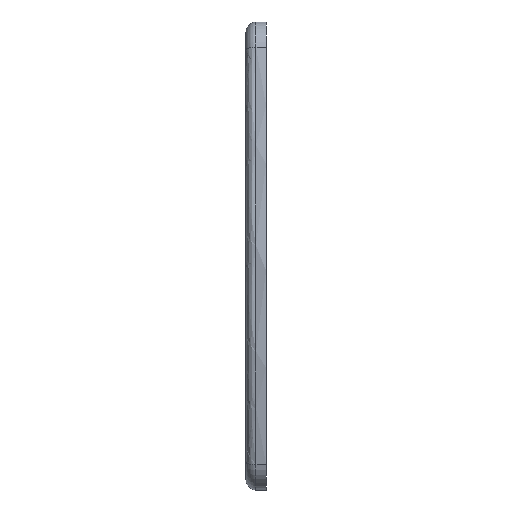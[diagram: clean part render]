
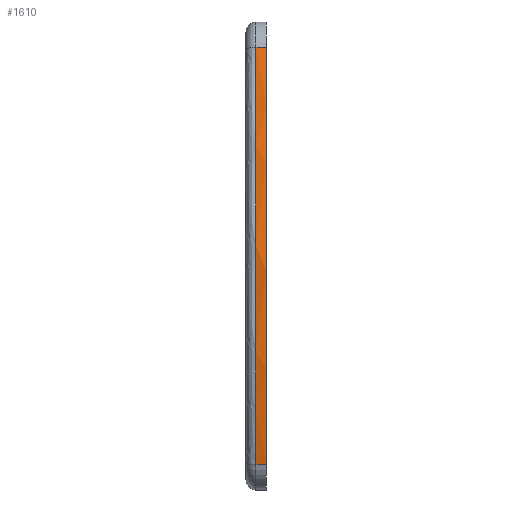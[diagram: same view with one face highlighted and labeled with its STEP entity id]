
A CAD part, left-side view. The second image highlights one B-rep face of the part: STEP entity #1610.
In plain terms, the highlighted free-form (B-spline) face has degree [2, 1] with [3, 2] control points.
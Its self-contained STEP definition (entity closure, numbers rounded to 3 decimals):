
#1 = EDGE_CURVE ( 'NONE', #733, #255, #353, .T. ) ;
#52 = B_SPLINE_CURVE_WITH_KNOTS ( 'NONE', 3,
 ( #1564, #1834, #72, #383, #1247, #1559, #361, #1259, #688, #520, #389, #1703, #511, #1691, #836, #503, #824, #1863, #1408, #369 ),
 .UNSPECIFIED., .F., .F.,
 ( 4, 2, 2, 1, 1, 2, 2, 2, 2, 2, 4 ),
 ( 0., 0.032, 0.039, 0.047, 0.063, 0.071, 0.079, 0.095, 0.102, 0.11, 0.126 ),
 .UNSPECIFIED. ) ;
#68 = VERTEX_POINT ( 'NONE', #1307 ) ;
#72 = CARTESIAN_POINT ( 'NONE',  ( -96.633, 3., 41.939 ) ) ;
#88 = LINE ( 'NONE', #103, #297 ) ;
#103 = CARTESIAN_POINT ( 'NONE',  ( -92.036, 0., 62.471 ) ) ;
#173 = CARTESIAN_POINT ( 'NONE',  ( -92.036, 3., -62.471 ) ) ;
#208 = CARTESIAN_POINT ( 'NONE',  ( -92.036, 0., 62.471 ) ) ;
#255 = VERTEX_POINT ( 'NONE', #1278 ) ;
#284 = VERTEX_POINT ( 'NONE', #1406 ) ;
#297 = VECTOR ( 'NONE', #855, 1000. ) ;
#353 = LINE ( 'NONE', #530, #1901 ) ;
#361 = CARTESIAN_POINT ( 'NONE',  ( -99.745, 3., 13.163 ) ) ;
#369 = CARTESIAN_POINT ( 'NONE',  ( -92.036, 3., -62.471 ) ) ;
#383 = CARTESIAN_POINT ( 'NONE',  ( -98.31, 3., 28.891 ) ) ;
#386 = EDGE_CURVE ( 'NONE', #68, #284, #88, .T. ) ;
#389 = CARTESIAN_POINT ( 'NONE',  ( -99.663, 3., -13.123 ) ) ;
#427 = B_SPLINE_SURFACE_WITH_KNOTS ( 'NONE', 2, 1, ( 
 ( #173, #1656 ),
 ( #1216, #630 ),
 ( #784, #1809 ) ),
 .UNSPECIFIED., .F., .F., .F.,
 ( 3, 3 ),
 ( 2, 2 ),
 ( 0.054, 0.946 ),
 ( 0., 1. ),
 .UNSPECIFIED. ) ;
#503 = CARTESIAN_POINT ( 'NONE',  ( -96.435, 3., -41.874 ) ) ;
#511 = CARTESIAN_POINT ( 'NONE',  ( -98.65, 3., -26.241 ) ) ;
#520 = CARTESIAN_POINT ( 'NONE',  ( -99.79, 3., -10.49 ) ) ;
#530 = CARTESIAN_POINT ( 'NONE',  ( -92.036, 6., -62.471 ) ) ;
#572 = ORIENTED_EDGE ( 'NONE', *, *, #1444, .T. ) ;
#604 = CARTESIAN_POINT ( 'NONE',  ( -92.036, 3., -62.471 ) ) ;
#630 = CARTESIAN_POINT ( 'NONE',  ( -107.964, 0., 0. ) ) ;
#685 = DIRECTION ( 'NONE',  ( 0., -1., 0. ) ) ;
#688 = CARTESIAN_POINT ( 'NONE',  ( -99.958, 3., -5.229 ) ) ;
#733 = VERTEX_POINT ( 'NONE', #604 ) ;
#773 = ORIENTED_EDGE ( 'NONE', *, *, #386, .T. ) ;
#784 = CARTESIAN_POINT ( 'NONE',  ( -92.036, 3., 62.471 ) ) ;
#822 = EDGE_CURVE ( 'NONE', #284, #733, #52, .T. ) ;
#824 = CARTESIAN_POINT ( 'NONE',  ( -95.978, 3., -44.469 ) ) ;
#836 = CARTESIAN_POINT ( 'NONE',  ( -97.269, 3., -36.673 ) ) ;
#855 = DIRECTION ( 'NONE',  ( 0., 1., 0. ) ) ;
#950 = EDGE_LOOP ( 'NONE', ( #773, #1808, #1784, #572 ) ) ;
#1104 = CARTESIAN_POINT ( 'NONE',  ( -107.964, 0., 0. ) ) ;
#1216 = CARTESIAN_POINT ( 'NONE',  ( -107.964, 3., 0. ) ) ;
#1247 = CARTESIAN_POINT ( 'NONE',  ( -98.605, 3., 26.272 ) ) ;
#1255 = CARTESIAN_POINT ( 'NONE',  ( -92.036, 0., -62.471 ) ) ;
#1259 = CARTESIAN_POINT ( 'NONE',  ( -100.084, 3., 2.66 ) ) ;
#1278 = CARTESIAN_POINT ( 'NONE',  ( -92.036, 0., -62.471 ) ) ;
#1307 = CARTESIAN_POINT ( 'NONE',  ( -92.036, 0., 62.471 ) ) ;
#1406 = CARTESIAN_POINT ( 'NONE',  ( -92.036, 3., 62.471 ) ) ;
#1408 = CARTESIAN_POINT ( 'NONE',  ( -93.337, 3., -57.365 ) ) ;
#1444 = EDGE_CURVE ( 'NONE', #255, #68, #1731, .T. ) ;
#1559 = CARTESIAN_POINT ( 'NONE',  ( -99.111, 3., 21.03 ) ) ;
#1564 = CARTESIAN_POINT ( 'NONE',  ( -92.036, 3., 62.471 ) ) ;
#1610 = ADVANCED_FACE ( 'NONE', ( #1685 ), #427, .F. ) ;
#1656 = CARTESIAN_POINT ( 'NONE',  ( -92.036, 0., -62.471 ) ) ;
#1685 = FACE_OUTER_BOUND ( 'NONE', #950, .T. ) ;
#1691 = CARTESIAN_POINT ( 'NONE',  ( -97.645, 3., -34.069 ) ) ;
#1703 = CARTESIAN_POINT ( 'NONE',  ( -99.156, 3., -21.005 ) ) ;
#1731 = B_SPLINE_CURVE_WITH_KNOTS ( 'NONE', 2,
 ( #1255, #1104, #208 ),
 .UNSPECIFIED., .F., .F.,
 ( 3, 3 ),
 ( 0.054, 0.946 ),
 .UNSPECIFIED. ) ;
#1784 = ORIENTED_EDGE ( 'NONE', *, *, #1, .T. ) ;
#1808 = ORIENTED_EDGE ( 'NONE', *, *, #822, .T. ) ;
#1809 = CARTESIAN_POINT ( 'NONE',  ( -92.036, 0., 62.471 ) ) ;
#1834 = CARTESIAN_POINT ( 'NONE',  ( -94.639, 3., 52.26 ) ) ;
#1863 = CARTESIAN_POINT ( 'NONE',  ( -94.488, 3., -52.227 ) ) ;
#1901 = VECTOR ( 'NONE', #685, 1000. ) ;
